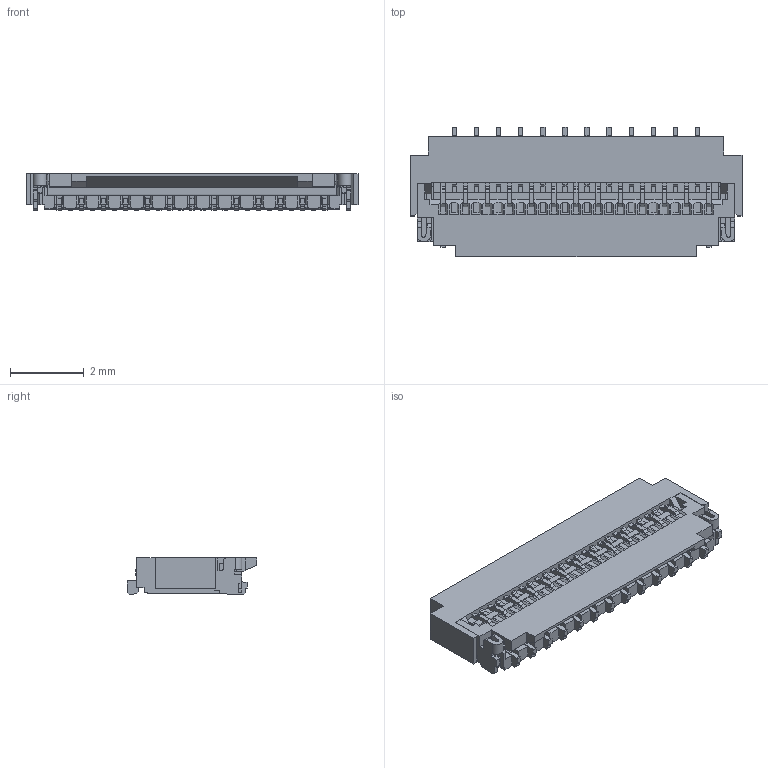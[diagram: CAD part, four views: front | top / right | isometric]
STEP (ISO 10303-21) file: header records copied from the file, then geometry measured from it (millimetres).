
FILE_DESCRIPTION(('Creo Elements/Direct Modeling STEP Export'),'2;1');
FILE_NAME('FH26W-25S-0.3SHW(60).stp','2019-04-02T15:56:06',(''),(''),'Creo Elements/Direct Modeling STEP processor for AP214 (Solid Model)','Creo Elements/Direct Modeling 19.0F 14-Feb-2017 (C) Parametric Technology GmbH','');
FILE_SCHEMA(('AUTOMOTIVE_DESIGN { 1 0 10303 214 1 1 1 1 }'));
Length unit declared in the file: millimetre
Products named in the file (2): FH26W-25S-0.3SHW（60）
Assembly tree (1 placements, depth 2):
  FH26W-25S-0.3SHW（60）
    FH26W-25S-0.3SHW（60）
Bounding box: 9 x 3.5 x 1 mm (x, y, z)
Volume: 19.5 mm3; surface area: 130.9 mm2
Topology: 1 solids, 1 shells, 1117 faces, 3298 edges, 2178 vertices
Faces by surface type: plane 976, cylinder 141
Entity records: 35372 total; most frequent: ORIENTED_EDGE 6596, CARTESIAN_POINT 6309, DIRECTION 5333, EDGE_CURVE 3298, VECTOR 2877, LINE 2877, VERTEX_POINT 2178, AXIS2_PLACEMENT_3D 1228
